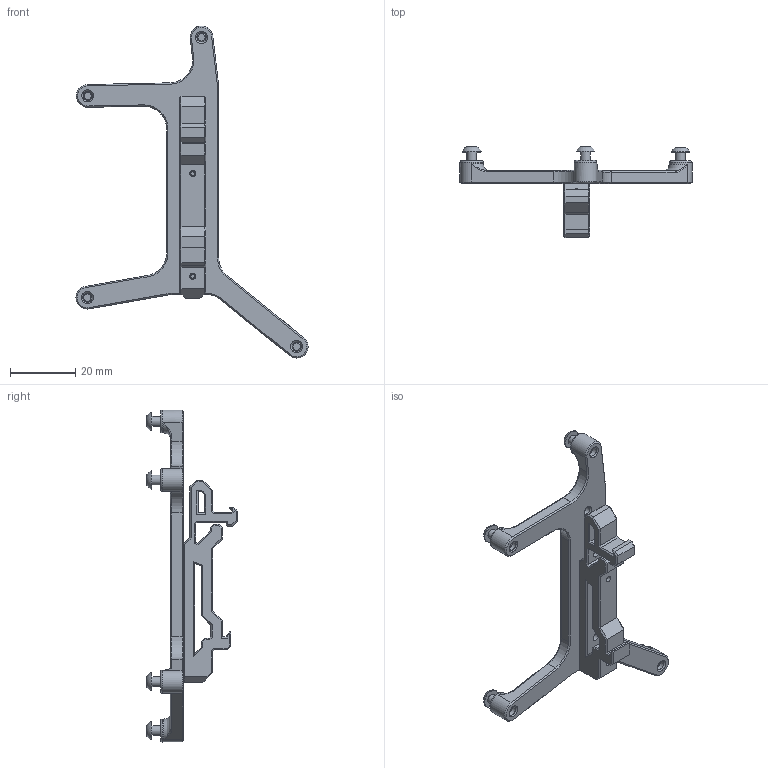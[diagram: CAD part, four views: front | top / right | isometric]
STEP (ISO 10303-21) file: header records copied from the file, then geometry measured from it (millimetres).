
FILE_DESCRIPTION(/* description */ (''),/* implementation_level */ '2;1');
FILE_NAME(/* name */ 'SKR_E3_V3_Din_Mount.step',/* time_stamp */ '2023-02-02T07:39:40-08:00',/* author */ (''),/* organization */ (''),/* preprocessor_version */ 'ST-DEVELOPER v19.2',/* originating_system */ 'Autodesk Translation Framework v11.17.0.187',/* authorisation */ '');
FILE_SCHEMA (('AUTOMOTIVE_DESIGN { 1 0 10303 214 3 1 1 }'));
Length unit declared in the file: millimetre
Products named in the file (7): (Unsaved); SKR_E3_Hardware; M2x10 self tapping screw for plastic:11; M2x10 self tapping screw for plastic:13; M3x8 BHCS; SKR_E3_Bracket; PCB DIN Clip
Assembly tree (9 placements, depth 3):
  (Unsaved)
    SKR_E3_Hardware
      M2x10 self tapping screw for plastic:11
      M2x10 self tapping screw for plastic:13
      M3x8 BHCS  x4
    SKR_E3_Bracket
    PCB DIN Clip
Bounding box: 71.22 x 27.88 x 101.9 mm (x, y, z)
Volume: 11400.7 mm3; surface area: 9548.2 mm2
Topology: 8 solids, 8 shells, 595 faces, 1436 edges, 875 vertices
Faces by surface type: plane 295, cylinder 132, bspline 84, cone 62, torus 18, sphere 4
Full cylindrical faces by diameter (mm): 1.28 x22, 1.9 x2, 2.2 x18, 2.4 x14, 2.9 x4, 3 x4, 3.75 x2, 4 x8, 5.7 x4, 7 x4
Entity records: 25888 total; most frequent: CARTESIAN_POINT 13544, ORIENTED_EDGE 2652, DIRECTION 2250, EDGE_CURVE 1326, VERTEX_POINT 818, LINE 804, VECTOR 804, AXIS2_PLACEMENT_3D 723
